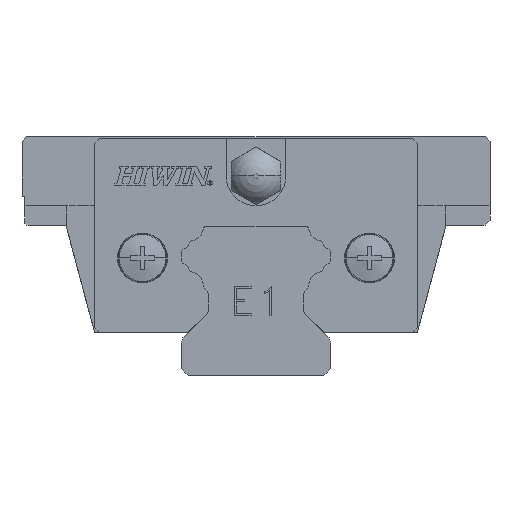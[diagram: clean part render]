
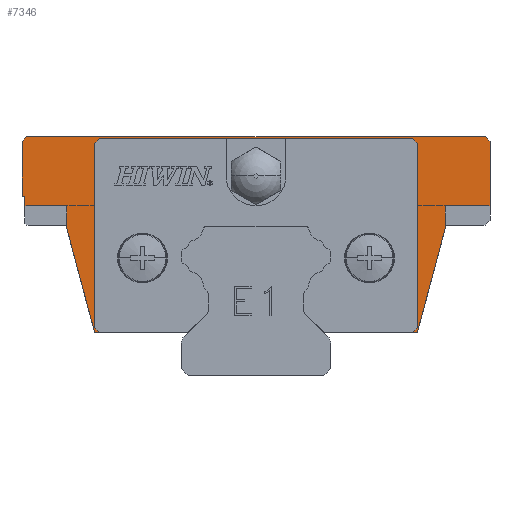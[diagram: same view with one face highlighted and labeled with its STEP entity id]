
A CAD part, front view. The second image highlights one B-rep face of the part: STEP entity #7346.
In plain terms, the highlighted planar face has unit normal (0, -1, 0).
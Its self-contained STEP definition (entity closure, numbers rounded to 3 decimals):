
#4578=VERTEX_POINT('',#13502);
#5034=EDGE_CURVE('',#7424,#8816,#14003,.T.);
#5590=EDGE_CURVE('',#8264,#11392,#14622,.T.);
#5808=VERTEX_POINT('',#14857);
#5872=VERTEX_POINT('',#14929);
#6048=EDGE_CURVE('',#11046,#8972,#15131,.T.);
#6206=EDGE_CURVE('',#5872,#12168,#15307,.T.);
#6562=VERTEX_POINT('',#15713);
#6720=EDGE_CURVE('',#6562,#9148,#15885,.T.);
#6736=EDGE_CURVE('',#7690,#6984,#15905,.T.);
#6850=EDGE_CURVE('',#11602,#8502,#16026,.T.);
#6984=VERTEX_POINT('',#16170);
#7346=ADVANCED_FACE('',(#16560),#16561,.T.);
#7374=EDGE_CURVE('',#11462,#11428,#16590,.T.);
#7424=VERTEX_POINT('',#16641);
#7686=EDGE_CURVE('',#6984,#9296,#16926,.T.);
#7690=VERTEX_POINT('',#16930);
#7916=EDGE_CURVE('',#11392,#13258,#17175,.T.);
#7934=EDGE_CURVE('',#10776,#9148,#17196,.T.);
#8088=VERTEX_POINT('',#17374);
#8090=EDGE_CURVE('',#13258,#7690,#17376,.T.);
#8264=VERTEX_POINT('',#17558);
#8364=EDGE_CURVE('',#11602,#5808,#17668,.T.);
#8390=EDGE_CURVE('',#8972,#9346,#17699,.T.);
#8502=VERTEX_POINT('',#17816);
#8558=VERTEX_POINT('',#17878);
#8674=EDGE_CURVE('',#5808,#7424,#17998,.T.);
#8730=VERTEX_POINT('',#18059);
#8816=VERTEX_POINT('',#18156);
#8818=EDGE_CURVE('',#11142,#6562,#18158,.T.);
#8972=VERTEX_POINT('',#18331);
#9148=VERTEX_POINT('',#18528);
#9296=VERTEX_POINT('',#18692);
#9346=VERTEX_POINT('',#18746);
#10252=EDGE_CURVE('',#8730,#9346,#19746,.T.);
#10352=EDGE_CURVE('',#8816,#8088,#19858,.T.);
#10776=VERTEX_POINT('',#20325);
#10952=EDGE_CURVE('',#8088,#8558,#20516,.T.);
#10970=EDGE_CURVE('',#12168,#8730,#20537,.T.);
#11046=VERTEX_POINT('',#20617);
#11142=VERTEX_POINT('',#20718);
#11252=EDGE_CURVE('',#8558,#4578,#20835,.T.);
#11392=VERTEX_POINT('',#20990);
#11428=VERTEX_POINT('',#21031);
#11462=VERTEX_POINT('',#21066);
#11602=VERTEX_POINT('',#21227);
#12016=EDGE_CURVE('',#4578,#11462,#21682,.T.);
#12168=VERTEX_POINT('',#21849);
#12264=EDGE_CURVE('',#8264,#5872,#21954,.T.);
#12364=EDGE_CURVE('',#11046,#10776,#22062,.T.);
#12384=EDGE_CURVE('',#11428,#11142,#22083,.T.);
#13218=EDGE_CURVE('',#8502,#9296,#23015,.T.);
#13258=VERTEX_POINT('',#23059);
#13502=CARTESIAN_POINT('',(15.695,11.0,23.795));
#14003=LINE('',#24045,#24046);
#14622=LINE('',#24925,#24926);
#14857=CARTESIAN_POINT('',(-6.853,11.0,4.305));
#14929=CARTESIAN_POINT('',(-23.0,11.0,24.0));
#15131=LINE('',#25653,#25654);
#15307=LINE('',#25881,#25882);
#15713=CARTESIAN_POINT('',(6.853,11.0,4.305));
#15885=LINE('',#26701,#26702);
#15905=LINE('',#26728,#26729);
#16026=LINE('',#26917,#26918);
#16170=CARTESIAN_POINT('',(-19.0,11.0,17.05));
#16560=FACE_OUTER_BOUND('',#27715,.T.);
#16561=PLANE('',#27716);
#16590=LINE('',#27760,#27761);
#16641=CARTESIAN_POINT('',(-15.695,11.0,4.305));
#16926=LINE('',#28239,#28240);
#16930=CARTESIAN_POINT('',(-23.2,11.0,17.05));
#17175=LINE('',#28590,#28591);
#17196=LINE('',#28621,#28622);
#17374=CARTESIAN_POINT('',(-16.195,11.0,23.295));
#17376=LINE('',#28873,#28874);
#17558=CARTESIAN_POINT('',(-23.5,11.0,23.5));
#17668=LINE('',#29298,#29299);
#17699=LINE('',#29357,#29358);
#17816=CARTESIAN_POINT('',(-16.2,11.0,4.3));
#17878=CARTESIAN_POINT('',(-15.695,11.0,23.795));
#17998=LINE('',#29810,#29811);
#18059=CARTESIAN_POINT('',(23.5,11.0,23.5));
#18156=CARTESIAN_POINT('',(-16.195,11.0,4.805));
#18158=LINE('',#30048,#30049);
#18331=CARTESIAN_POINT('',(19.0,11.0,17.05));
#18528=CARTESIAN_POINT('',(6.858,11.0,4.3));
#18692=CARTESIAN_POINT('',(-19.0,11.0,14.75));
#18746=CARTESIAN_POINT('',(23.5,11.0,17.05));
#19746=LINE('',#32300,#32301);
#19858=LINE('',#32472,#32473);
#20325=CARTESIAN_POINT('',(16.2,11.0,4.3));
#20516=LINE('',#33424,#33425);
#20537=LINE('',#33455,#33456);
#20617=CARTESIAN_POINT('',(19.0,11.0,14.75));
#20718=CARTESIAN_POINT('',(15.695,11.0,4.305));
#20835=LINE('',#33907,#33908);
#20990=CARTESIAN_POINT('',(-23.5,11.0,18.0));
#21031=CARTESIAN_POINT('',(16.195,11.0,4.805));
#21066=CARTESIAN_POINT('',(16.195,11.0,23.295));
#21227=CARTESIAN_POINT('',(-6.858,11.0,4.3));
#21682=LINE('',#35113,#35114);
#21849=CARTESIAN_POINT('',(23.0,11.0,24.0));
#21954=LINE('',#35524,#35525);
#22062=LINE('',#35684,#35685);
#22083=LINE('',#35722,#35723);
#23015=LINE('',#37054,#37055);
#23059=CARTESIAN_POINT('',(-23.2,11.0,18.0));
#24045=CARTESIAN_POINT('',(-14.512,11.0,3.122));
#24046=VECTOR('',#37991,1.0);
#24925=CARTESIAN_POINT('',(-23.5,11.0,17.885));
#24926=VECTOR('',#38722,1.0);
#25653=CARTESIAN_POINT('',(19.0,11.0,11.897));
#25654=VECTOR('',#39447,1.0);
#25881=CARTESIAN_POINT('',(23.0,11.0,24.0));
#25882=VECTOR('',#39671,1.0);
#26701=CARTESIAN_POINT('',(1.415,11.0,9.742));
#26702=VECTOR('',#40295,1.0);
#26728=CARTESIAN_POINT('',(-11.625,11.0,17.05));
#26729=VECTOR('',#40334,1.0);
#26917=CARTESIAN_POINT('',(-16.2,11.0,4.3));
#26918=VECTOR('',#40429,1.0);
#27715=EDGE_LOOP('',(#40898,#40899,#40900,#40901,#40902,#40903,#40904,#40905,#40906,#40907,#40908,#40909,#40910,#40911,#40912,#40913,#40914,#40915,#40916,#40917,#40918,#40919,#40920,#40921,#40922,#40923));
#27716=AXIS2_PLACEMENT_3D('',#40924,#40925,#40926);
#27760=CARTESIAN_POINT('',(16.195,11.0,19.282));
#27761=VECTOR('',#40952,1.0);
#28239=CARTESIAN_POINT('',(-19.0,11.0,11.897));
#28240=VECTOR('',#41261,1.0);
#28590=CARTESIAN_POINT('',(-17.475,11.0,18.0));
#28591=VECTOR('',#41528,1.0);
#28621=CARTESIAN_POINT('',(-16.2,11.0,4.3));
#28622=VECTOR('',#41551,1.0);
#28873=CARTESIAN_POINT('',(-23.2,11.0,10.635));
#28874=VECTOR('',#41730,1.0);
#29298=CARTESIAN_POINT('',(-2.575,11.0,8.582));
#29299=VECTOR('',#41991,1.0);
#29357=CARTESIAN_POINT('',(11.625,11.0,17.05));
#29358=VECTOR('',#42047,1.0);
#29810=CARTESIAN_POINT('',(7.848,11.0,4.305));
#29811=VECTOR('',#42272,1.0);
#30048=CARTESIAN_POINT('',(7.848,11.0,4.305));
#30049=VECTOR('',#42408,1.0);
#32300=CARTESIAN_POINT('',(23.5,11.0,15.6));
#32301=VECTOR('',#44366,1.0);
#32472=CARTESIAN_POINT('',(-16.195,11.0,10.037));
#32473=VECTOR('',#44509,1.0);
#33424=CARTESIAN_POINT('',(-14.153,11.0,25.337));
#33425=VECTOR('',#45185,1.0);
#33455=CARTESIAN_POINT('',(23.5,11.0,23.5));
#33456=VECTOR('',#45212,1.);
#33907=CARTESIAN_POINT('',(-7.848,11.0,23.795));
#33908=VECTOR('',#45483,1.0);
#35113=CARTESIAN_POINT('',(13.903,11.0,25.587));
#35114=VECTOR('',#46446,1.0);
#35524=CARTESIAN_POINT('',(-23.0,11.0,24.0));
#35525=VECTOR('',#46727,1.);
#35684=CARTESIAN_POINT('',(16.2,11.0,4.3));
#35685=VECTOR('',#46842,1.0);
#35722=CARTESIAN_POINT('',(14.762,11.0,3.372));
#35723=VECTOR('',#46856,1.0);
#37054=CARTESIAN_POINT('',(-19.094,11.0,15.1));
#37055=VECTOR('',#47952,1.0);
#37991=DIRECTION('',(-0.707,0.0,0.707));
#38722=DIRECTION('',(-0.0,-0.0,-1.0));
#39447=DIRECTION('',(-0.0,0.0,1.0));
#39671=DIRECTION('',(1.0,0.0,0.0));
#40295=DIRECTION('',(0.707,0.0,-0.707));
#40334=DIRECTION('',(1.0,0.0,-0.0));
#40429=DIRECTION('',(-1.0,0.0,-0.0));
#40898=ORIENTED_EDGE('',*,*,#8818,.T.);
#40899=ORIENTED_EDGE('',*,*,#6720,.T.);
#40900=ORIENTED_EDGE('',*,*,#7934,.F.);
#40901=ORIENTED_EDGE('',*,*,#12364,.F.);
#40902=ORIENTED_EDGE('',*,*,#6048,.T.);
#40903=ORIENTED_EDGE('',*,*,#8390,.T.);
#40904=ORIENTED_EDGE('',*,*,#10252,.F.);
#40905=ORIENTED_EDGE('',*,*,#10970,.F.);
#40906=ORIENTED_EDGE('',*,*,#6206,.F.);
#40907=ORIENTED_EDGE('',*,*,#12264,.F.);
#40908=ORIENTED_EDGE('',*,*,#5590,.T.);
#40909=ORIENTED_EDGE('',*,*,#7916,.T.);
#40910=ORIENTED_EDGE('',*,*,#8090,.T.);
#40911=ORIENTED_EDGE('',*,*,#6736,.T.);
#40912=ORIENTED_EDGE('',*,*,#7686,.T.);
#40913=ORIENTED_EDGE('',*,*,#13218,.F.);
#40914=ORIENTED_EDGE('',*,*,#6850,.F.);
#40915=ORIENTED_EDGE('',*,*,#8364,.T.);
#40916=ORIENTED_EDGE('',*,*,#8674,.T.);
#40917=ORIENTED_EDGE('',*,*,#5034,.T.);
#40918=ORIENTED_EDGE('',*,*,#10352,.T.);
#40919=ORIENTED_EDGE('',*,*,#10952,.T.);
#40920=ORIENTED_EDGE('',*,*,#11252,.T.);
#40921=ORIENTED_EDGE('',*,*,#12016,.T.);
#40922=ORIENTED_EDGE('',*,*,#7374,.T.);
#40923=ORIENTED_EDGE('',*,*,#12384,.T.);
#40924=CARTESIAN_POINT('',(0.,11.0,15.27));
#40925=DIRECTION('',(0.0,-1.0,0.0));
#40926=DIRECTION('',(1.0,0.0,0.0));
#40952=DIRECTION('',(0.0,0.0,-1.0));
#41261=DIRECTION('',(-0.0,-0.0,-1.0));
#41528=DIRECTION('',(1.0,0.0,-0.0));
#41551=DIRECTION('',(-1.0,0.0,-0.0));
#41730=DIRECTION('',(-0.0,-0.0,-1.0));
#41991=DIRECTION('',(0.707,0.0,0.707));
#42047=DIRECTION('',(1.0,0.0,-0.0));
#42272=DIRECTION('',(-1.0,-0.0,-0.0));
#42408=DIRECTION('',(-1.0,-0.0,-0.0));
#44366=DIRECTION('',(-0.0,0.0,-1.0));
#44509=DIRECTION('',(0.0,0.0,1.0));
#45185=DIRECTION('',(0.707,0.0,0.707));
#45212=DIRECTION('',(0.707,0.0,-0.707));
#45483=DIRECTION('',(1.0,0.0,-0.0));
#46446=DIRECTION('',(0.707,0.0,-0.707));
#46727=DIRECTION('',(0.707,0.0,0.707));
#46842=DIRECTION('',(-0.259,0.0,-0.966));
#46856=DIRECTION('',(-0.707,-0.0,-0.707));
#47952=DIRECTION('',(-0.259,0.0,0.966));
